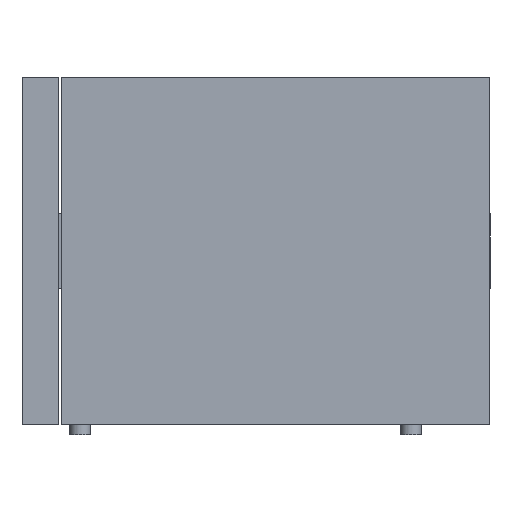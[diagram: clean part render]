
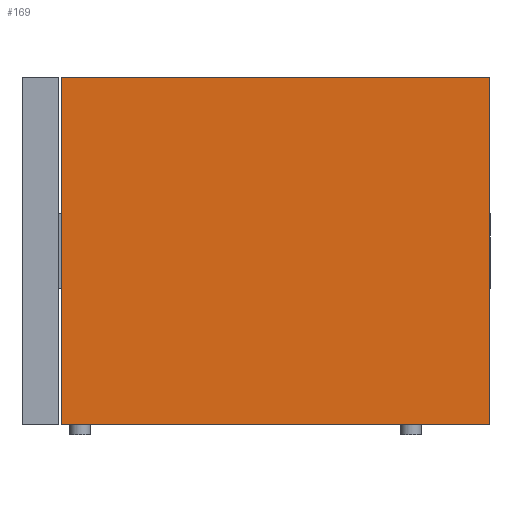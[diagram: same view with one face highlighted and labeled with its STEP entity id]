
A CAD part, left-side view. The second image highlights one B-rep face of the part: STEP entity #169.
In plain terms, the highlighted free-form (B-spline) face has degree [2, 1] with [3, 2] control points.
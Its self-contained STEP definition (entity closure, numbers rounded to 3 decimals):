
#169=ADVANCED_FACE('',(#221),#770,.T.);
#221=FACE_OUTER_BOUND('',#273,.T.);
#273=EDGE_LOOP('',(#435,#436,#437,#438));
#435=ORIENTED_EDGE('',*,*,#554,.T.);
#436=ORIENTED_EDGE('',*,*,#555,.T.);
#437=ORIENTED_EDGE('',*,*,#556,.F.);
#438=ORIENTED_EDGE('',*,*,#552,.F.);
#552=EDGE_CURVE('',#712,#713,#637,.T.);
#554=EDGE_CURVE('',#712,#714,#639,.T.);
#555=EDGE_CURVE('',#714,#715,#640,.T.);
#556=EDGE_CURVE('',#713,#715,#641,.T.);
#637=(
BOUNDED_CURVE()
B_SPLINE_CURVE(1,(#1373,#1374),.UNSPECIFIED.,.F.,.F.)
B_SPLINE_CURVE_WITH_KNOTS((2,2),(0.,815.117),.UNSPECIFIED.)
CURVE()
GEOMETRIC_REPRESENTATION_ITEM()
RATIONAL_B_SPLINE_CURVE((1.,1.))
REPRESENTATION_ITEM('')
);
#639=(
BOUNDED_CURVE()
B_SPLINE_CURVE(2,(#1378,#1379,#1380),.UNSPECIFIED.,.F.,.F.)
B_SPLINE_CURVE_WITH_KNOTS((3,3),(1461.078,2121.44),
 .UNSPECIFIED.)
CURVE()
GEOMETRIC_REPRESENTATION_ITEM()
RATIONAL_B_SPLINE_CURVE((1.,0.998,1.))
REPRESENTATION_ITEM('')
);
#640=(
BOUNDED_CURVE()
B_SPLINE_CURVE(1,(#1381,#1382),.UNSPECIFIED.,.F.,.F.)
B_SPLINE_CURVE_WITH_KNOTS((2,2),(0.,815.117),.UNSPECIFIED.)
CURVE()
GEOMETRIC_REPRESENTATION_ITEM()
RATIONAL_B_SPLINE_CURVE((1.,1.))
REPRESENTATION_ITEM('')
);
#641=(
BOUNDED_CURVE()
B_SPLINE_CURVE(2,(#1383,#1384,#1385),.UNSPECIFIED.,.F.,.F.)
B_SPLINE_CURVE_WITH_KNOTS((3,3),(1461.078,2121.44),
 .UNSPECIFIED.)
CURVE()
GEOMETRIC_REPRESENTATION_ITEM()
RATIONAL_B_SPLINE_CURVE((1.,0.998,1.))
REPRESENTATION_ITEM('')
);
#712=VERTEX_POINT('',#1356);
#713=VERTEX_POINT('',#1357);
#714=VERTEX_POINT('',#1358);
#715=VERTEX_POINT('',#1359);
#770=(
BOUNDED_SURFACE()
B_SPLINE_SURFACE(2,1,((#1338,#1339),(#1340,#1341),(#1342,#1343)),
 .UNSPECIFIED.,.F.,.F.,.F.)
B_SPLINE_SURFACE_WITH_KNOTS((3,3),(2,2),(1461.078,2121.44),
(0.,815.117),.UNSPECIFIED.)
GEOMETRIC_REPRESENTATION_ITEM()
RATIONAL_B_SPLINE_SURFACE(((1.,1.),(0.998,0.998),
(1.,1.)))
REPRESENTATION_ITEM('')
SURFACE()
);
#1338=CARTESIAN_POINT('',(304354.248,26885.269,679.737));
#1339=CARTESIAN_POINT('',(304354.248,26070.152,679.737));
#1340=CARTESIAN_POINT('',(304335.301,26885.269,349.737));
#1341=CARTESIAN_POINT('',(304335.301,26070.152,349.737));
#1342=CARTESIAN_POINT('',(304354.248,26885.269,19.737));
#1343=CARTESIAN_POINT('',(304354.248,26070.152,19.737));
#1356=CARTESIAN_POINT('',(304354.248,26885.269,679.737));
#1357=CARTESIAN_POINT('',(304354.248,26070.152,679.737));
#1358=CARTESIAN_POINT('',(304354.248,26885.269,19.737));
#1359=CARTESIAN_POINT('',(304354.248,26070.152,19.737));
#1373=CARTESIAN_POINT('',(304354.248,26885.269,679.737));
#1374=CARTESIAN_POINT('',(304354.248,26070.152,679.737));
#1378=CARTESIAN_POINT('',(304354.248,26885.269,679.737));
#1379=CARTESIAN_POINT('',(304335.301,26885.269,349.737));
#1380=CARTESIAN_POINT('',(304354.248,26885.269,19.737));
#1381=CARTESIAN_POINT('',(304354.248,26885.269,19.737));
#1382=CARTESIAN_POINT('',(304354.248,26070.152,19.737));
#1383=CARTESIAN_POINT('',(304354.248,26070.152,679.737));
#1384=CARTESIAN_POINT('',(304335.301,26070.152,349.737));
#1385=CARTESIAN_POINT('',(304354.248,26070.152,19.737));
